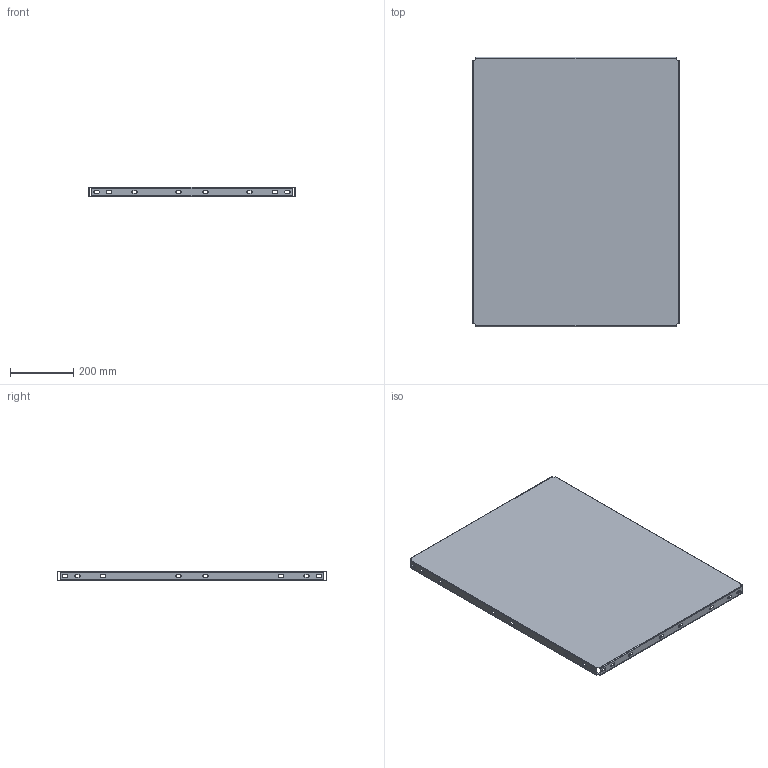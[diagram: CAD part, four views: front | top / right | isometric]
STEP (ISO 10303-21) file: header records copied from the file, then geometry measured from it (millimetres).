
FILE_DESCRIPTION(/* description */ ('KriTec Regalboden St 8x6, grau ähnl. RAL 7042'),/* implementation_level */ '2;1');
FILE_NAME(/* name */ '14565_KriTec_Regalboden_St_8x6_grau_aehnl_RAL_7042.stp',/* time_stamp */ '2019-08-06T16:42:38+02:00',/* author */ ('jendrek'),/* organization */ (''),/* preprocessor_version */ 'ST-DEVELOPER v17',/* originating_system */ 'Autodesk Inventor 2018',/* authorisation */ '');
FILE_SCHEMA (('AUTOMOTIVE_DESIGN { 1 0 10303 214 3 1 1 }'));
Length unit declared in the file: millimetre
Products named in the file (1): 14565
Bounding box: 654 x 854 x 30 mm (x, y, z)
Volume: 994215.2 mm3; surface area: 1332740.4 mm2
Topology: 1 solids, 1 shells, 194 faces, 576 edges, 384 vertices
Faces by surface type: plane 114, cylinder 80
Entity records: 6753 total; most frequent: CARTESIAN_POINT 1155, ORIENTED_EDGE 1152, DIRECTION 1126, EDGE_CURVE 576, LINE 416, VECTOR 416, VERTEX_POINT 384, AXIS2_PLACEMENT_3D 355
